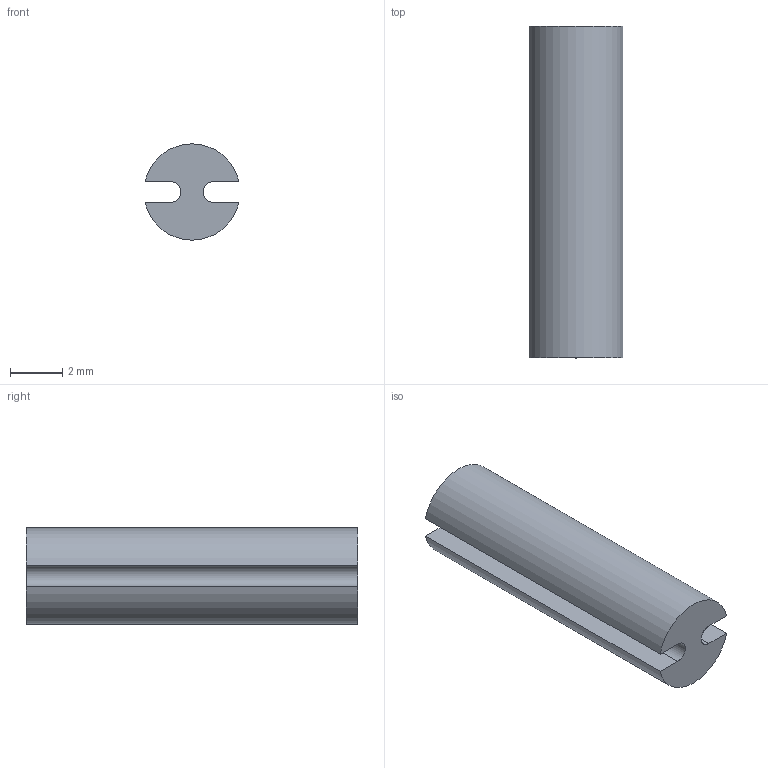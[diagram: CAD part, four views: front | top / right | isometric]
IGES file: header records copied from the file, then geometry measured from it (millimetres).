
Start section: SolidWorks IGES file using analytic representation for surfaces
Global section: file name: ELM 4.IGS; native system: SolidWorks 2012; preprocessor: SolidWorks 2012; author: sraja; date: 120815.141344; units: inch
Bounding box: 3.59 x 12.7 x 3.68 mm (x, y, z)
Surface area: 224.3 mm2 (no closed solid volume)
Topology: 0 solids, 0 shells, 11 faces, 140 edges, 140 vertices
Faces by surface type: bspline 6, revolution 5
